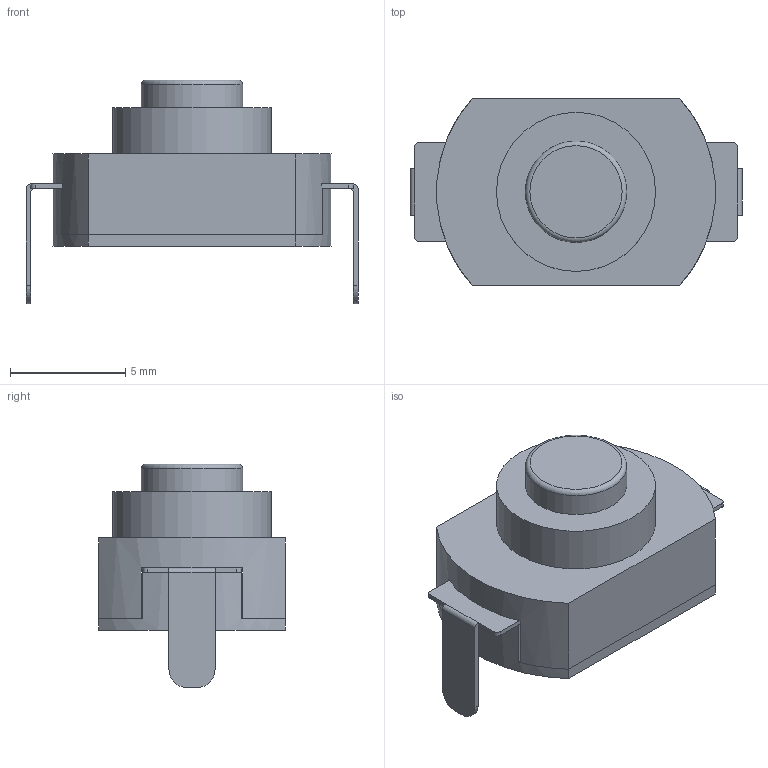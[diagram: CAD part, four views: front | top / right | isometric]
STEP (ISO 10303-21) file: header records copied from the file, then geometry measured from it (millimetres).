
FILE_DESCRIPTION(/* description */ (''),/* implementation_level */ '2;1');
FILE_NAME(/* name */ 'SW_KAN-15_PTH v5.step',/* time_stamp */ '2020-09-09T22:33:58-07:00',/* author */ (''),/* organization */ (''),/* preprocessor_version */ 'ST-DEVELOPER v18',/* originating_system */ 'Autodesk Translation Framework v8.2.0.1029',/* authorisation */ '');
FILE_SCHEMA (('AUTOMOTIVE_DESIGN { 1 0 10303 214 3 1 1 }'));
Length unit declared in the file: millimetre
Products named in the file (2): SW_KAN-15_PTH; Base
Assembly tree (1 placements, depth 2):
  SW_KAN-15_PTH
    Base
Bounding box: 14.4 x 8.1 x 9.7 mm (x, y, z)
Volume: 456.2 mm3; surface area: 857.9 mm2
Topology: 5 solids, 5 shells, 62 faces, 148 edges, 97 vertices
Faces by surface type: plane 43, cylinder 18, torus 1
Full cylindrical faces by diameter (mm): 4.4 x1, 6.9 x1
Entity records: 1863 total; most frequent: DIRECTION 324, CARTESIAN_POINT 310, ORIENTED_EDGE 296, EDGE_CURVE 148, AXIS2_PLACEMENT_3D 111, LINE 102, VECTOR 102, VERTEX_POINT 97
